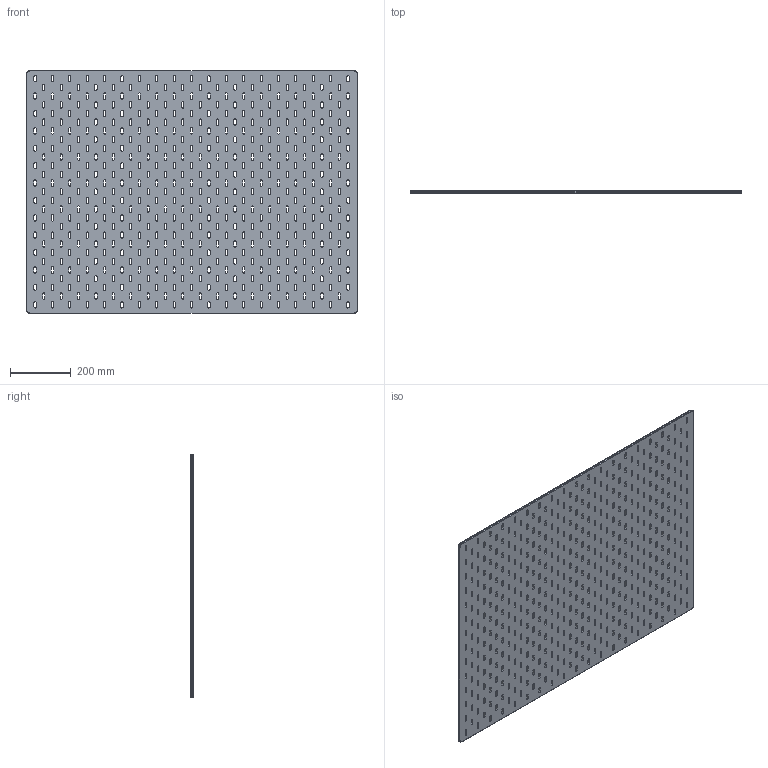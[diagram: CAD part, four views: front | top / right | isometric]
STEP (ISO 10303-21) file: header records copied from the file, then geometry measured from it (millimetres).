
FILE_DESCRIPTION(('FreeCAD Model'),'2;1');
FILE_NAME('Open CASCADE Shape Model','2025-05-03T14:12:16',('FreeCAD'),( 'FreeCAD'),'Open CASCADE STEP processor 7.6','FreeCAD','Unknown');
FILE_SCHEMA(('AUTOMOTIVE_DESIGN { 1 0 10303 214 1 1 1 1 }'));
Products named in the file (1): Open CASCADE STEP translator 7.6 1
Bounding box: 1093.84 x 7.18 x 802.15 mm (x, y, z)
Volume: 5777672.7 mm3; surface area: 1817631.9 mm2
Topology: 1 solids, 1 shells, 2026 faces, 6056 edges, 4032 vertices
Faces by surface type: bspline 2026
Entity records: 71670 total; most frequent: CARTESIAN_POINT 36345, ORIENTED_EDGE 12112, EDGE_CURVE 6056, VERTEX_POINT 4032, B_SPLINE_CURVE_WITH_KNOTS 4024, FACE_BOUND 3026, EDGE_LOOP 3026, ADVANCED_FACE 2026
